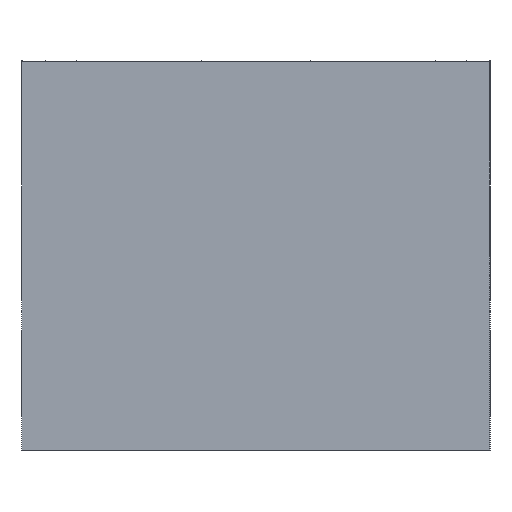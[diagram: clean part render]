
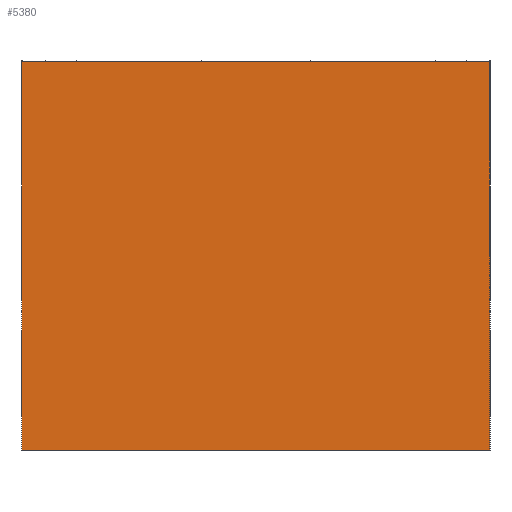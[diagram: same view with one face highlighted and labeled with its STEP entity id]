
A CAD part, left-side view. The second image highlights one B-rep face of the part: STEP entity #5380.
In plain terms, the highlighted planar face has unit normal (-1, 0, 0).
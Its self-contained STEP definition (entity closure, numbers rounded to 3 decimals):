
#69=PLANE('',#5764);
#455=FACE_OUTER_BOUND('',#780,.T.);
#780=EDGE_LOOP('',(#4742,#4743,#4744,#4745));
#1524=LINE('',#22593,#1825);
#1530=LINE('',#22605,#1831);
#1532=LINE('',#22608,#1833);
#1535=LINE('',#22613,#1836);
#1825=VECTOR('',#6782,10.);
#1831=VECTOR('',#6792,10.);
#1833=VECTOR('',#6796,10.);
#1836=VECTOR('',#6801,10.);
#2338=VERTEX_POINT('',#22590);
#2339=VERTEX_POINT('',#22592);
#2342=VERTEX_POINT('',#22602);
#2343=VERTEX_POINT('',#22604);
#3146=EDGE_CURVE('',#2339,#2338,#1524,.T.);
#3152=EDGE_CURVE('',#2343,#2342,#1530,.T.);
#3154=EDGE_CURVE('',#2342,#2339,#1532,.T.);
#3157=EDGE_CURVE('',#2338,#2343,#1535,.T.);
#4742=ORIENTED_EDGE('',*,*,#3146,.T.);
#4743=ORIENTED_EDGE('',*,*,#3157,.T.);
#4744=ORIENTED_EDGE('',*,*,#3152,.T.);
#4745=ORIENTED_EDGE('',*,*,#3154,.T.);
#5380=ADVANCED_FACE('',(#455),#69,.T.);
#5764=AXIS2_PLACEMENT_3D('',#22612,#6799,#6800);
#6782=DIRECTION('',(0.,0.,-1.));
#6792=DIRECTION('',(0.,0.,1.));
#6796=DIRECTION('',(0.,1.,0.));
#6799=DIRECTION('center_axis',(-1.,0.,0.));
#6800=DIRECTION('ref_axis',(0.,0.,1.));
#6801=DIRECTION('',(0.,-1.,0.));
#22590=CARTESIAN_POINT('',(-67.5,15.,-12.5));
#22592=CARTESIAN_POINT('',(-67.5,15.,12.5));
#22593=CARTESIAN_POINT('',(-67.5,15.,12.5));
#22602=CARTESIAN_POINT('',(-67.5,-15.,12.5));
#22604=CARTESIAN_POINT('',(-67.5,-15.,-12.5));
#22605=CARTESIAN_POINT('',(-67.5,-15.,-12.5));
#22608=CARTESIAN_POINT('',(-67.5,-15.,12.5));
#22612=CARTESIAN_POINT('Origin',(-67.5,0.,0.));
#22613=CARTESIAN_POINT('',(-67.5,15.,-12.5));
